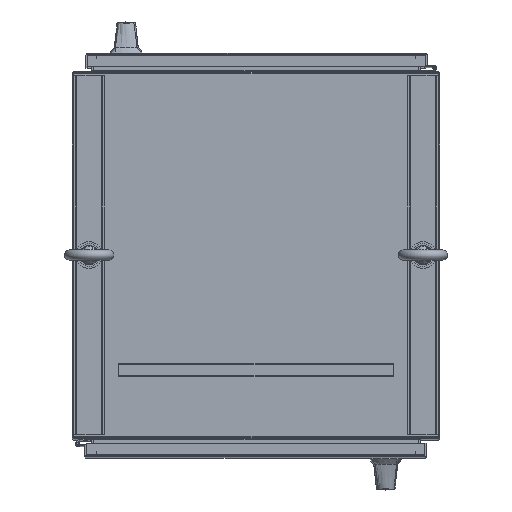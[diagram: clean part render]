
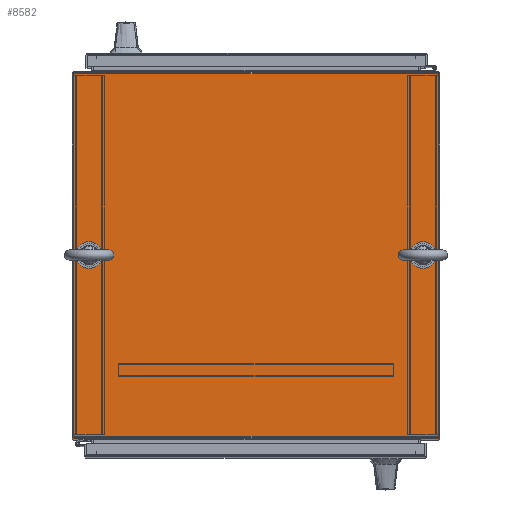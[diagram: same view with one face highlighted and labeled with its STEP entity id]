
A CAD part, top view. The second image highlights one B-rep face of the part: STEP entity #8582.
In plain terms, the highlighted planar face has unit normal (0, 0, 1).
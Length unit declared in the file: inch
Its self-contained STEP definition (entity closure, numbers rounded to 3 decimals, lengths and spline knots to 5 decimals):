
#2208 = CARTESIAN_POINT ( 'NONE',  ( 11.31, 0., 71.965 ) ) ;
#2974 = DIRECTION ( 'NONE',  ( 0., 0., -1. ) ) ;
#8582 = ADVANCED_FACE ( 'NONE', ( #134814, #17908, #38889 ), #60556, .T. ) ;
#12701 = VERTEX_POINT ( 'NONE', #2208 ) ;
#12919 = ORIENTED_EDGE ( 'NONE', *, *, #15172, .T. ) ;
#15172 = EDGE_CURVE ( 'NONE', #112997, #55465, #57103, .T. ) ;
#16224 = VERTEX_POINT ( 'NONE', #54227 ) ;
#16820 = CARTESIAN_POINT ( 'NONE',  ( 11.935, -11.887, 71.965 ) ) ;
#17908 = FACE_BOUND ( 'NONE', #106543, .T. ) ;
#20068 = CARTESIAN_POINT ( 'NONE',  ( -11.935, -11.887, 71.965 ) ) ;
#23679 = VECTOR ( 'NONE', #125160, 39.37008 ) ;
#26322 = DIRECTION ( 'NONE',  ( 0., -1., 0. ) ) ;
#26845 = CARTESIAN_POINT ( 'NONE',  ( -11.935, -11.887, 71.965 ) ) ;
#30336 = ORIENTED_EDGE ( 'NONE', *, *, #123451, .T. ) ;
#38367 = EDGE_CURVE ( 'NONE', #16224, #112997, #62065, .T. ) ;
#38889 = FACE_BOUND ( 'NONE', #92673, .T. ) ;
#39756 = EDGE_LOOP ( 'NONE', ( #12919, #97066, #60118, #123432 ) ) ;
#40354 = AXIS2_PLACEMENT_3D ( 'NONE', #87104, #53497, #54886 ) ;
#40588 = CARTESIAN_POINT ( 'NONE',  ( 11.935, -12.03, 71.965 ) ) ;
#43122 = EDGE_CURVE ( 'NONE', #77305, #16224, #71409, .T. ) ;
#45197 = VECTOR ( 'NONE', #83313, 39.37008 ) ;
#53497 = DIRECTION ( 'NONE',  ( 0., 0., 1. ) ) ;
#54227 = CARTESIAN_POINT ( 'NONE',  ( 11.935, 11.887, 71.965 ) ) ;
#54886 = DIRECTION ( 'NONE',  ( 1., 0., 0. ) ) ;
#55465 = VERTEX_POINT ( 'NONE', #20068 ) ;
#57103 = LINE ( 'NONE', #122253, #104207 ) ;
#59018 = EDGE_CURVE ( 'NONE', #55465, #77305, #91943, .T. ) ;
#60000 = EDGE_CURVE ( 'NONE', #12701, #12701, #105366, .T. ) ;
#60118 = ORIENTED_EDGE ( 'NONE', *, *, #43122, .T. ) ;
#60556 = PLANE ( 'NONE',  #40354 ) ;
#62065 = LINE ( 'NONE', #82411, #23679 ) ;
#67949 = CARTESIAN_POINT ( 'NONE',  ( 10.935, 0., 71.965 ) ) ;
#71409 = LINE ( 'NONE', #40588, #45197 ) ;
#74698 = DIRECTION ( 'NONE',  ( 1., 0., 0. ) ) ;
#77305 = VERTEX_POINT ( 'NONE', #16820 ) ;
#78015 = VECTOR ( 'NONE', #112268, 39.37008 ) ;
#82411 = CARTESIAN_POINT ( 'NONE',  ( -11.935, 11.887, 71.965 ) ) ;
#83313 = DIRECTION ( 'NONE',  ( 0., 1., 0. ) ) ;
#87104 = CARTESIAN_POINT ( 'NONE',  ( -11.935, -12.03, 71.965 ) ) ;
#89037 = DIRECTION ( 'NONE',  ( 1., 0., 0. ) ) ;
#91943 = LINE ( 'NONE', #26845, #78015 ) ;
#92673 = EDGE_LOOP ( 'NONE', ( #103741 ) ) ;
#97066 = ORIENTED_EDGE ( 'NONE', *, *, #59018, .T. ) ;
#100740 = CIRCLE ( 'NONE', #114190, 0.375 ) ;
#103741 = ORIENTED_EDGE ( 'NONE', *, *, #60000, .T. ) ;
#104207 = VECTOR ( 'NONE', #26322, 39.37008 ) ;
#105366 = CIRCLE ( 'NONE', #136597, 0.375 ) ;
#105632 = DIRECTION ( 'NONE',  ( 0., 0., -1. ) ) ;
#106543 = EDGE_LOOP ( 'NONE', ( #30336 ) ) ;
#112268 = DIRECTION ( 'NONE',  ( 1., 0., 0. ) ) ;
#112997 = VERTEX_POINT ( 'NONE', #120044 ) ;
#114190 = AXIS2_PLACEMENT_3D ( 'NONE', #138531, #105632, #74698 ) ;
#120044 = CARTESIAN_POINT ( 'NONE',  ( -11.935, 11.887, 71.965 ) ) ;
#122253 = CARTESIAN_POINT ( 'NONE',  ( -11.935, -12.03, 71.965 ) ) ;
#123432 = ORIENTED_EDGE ( 'NONE', *, *, #38367, .T. ) ;
#123451 = EDGE_CURVE ( 'NONE', #124441, #124441, #100740, .T. ) ;
#123725 = CARTESIAN_POINT ( 'NONE',  ( -10.56, 0., 71.965 ) ) ;
#124441 = VERTEX_POINT ( 'NONE', #123725 ) ;
#125160 = DIRECTION ( 'NONE',  ( -1., 0., 0. ) ) ;
#134814 = FACE_OUTER_BOUND ( 'NONE', #39756, .T. ) ;
#136597 = AXIS2_PLACEMENT_3D ( 'NONE', #67949, #2974, #89037 ) ;
#138531 = CARTESIAN_POINT ( 'NONE',  ( -10.935, 0., 71.965 ) ) ;
